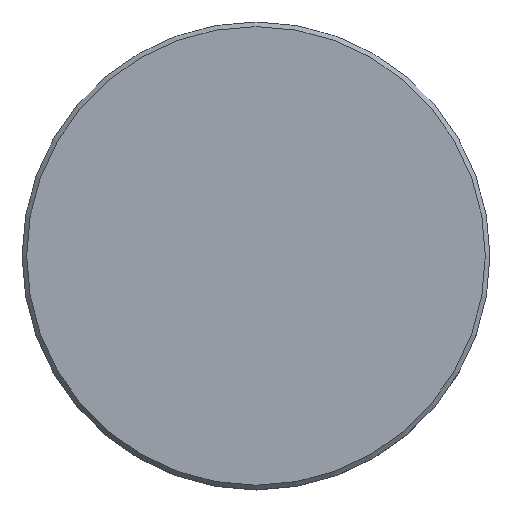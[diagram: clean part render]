
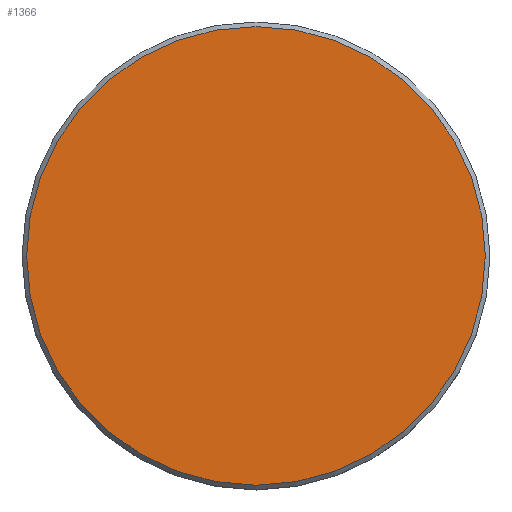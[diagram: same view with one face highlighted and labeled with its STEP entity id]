
A CAD part, top view. The second image highlights one B-rep face of the part: STEP entity #1366.
In plain terms, the highlighted planar face has unit normal (0, 0, 1).
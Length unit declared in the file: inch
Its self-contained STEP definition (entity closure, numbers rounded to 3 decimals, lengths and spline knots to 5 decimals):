
#148=PLANE('',#1425);
#183=FACE_OUTER_BOUND('',#236,.T.);
#236=EDGE_LOOP('',(#1098));
#498=CIRCLE('',#1422,0.49016);
#503=VERTEX_POINT('',#1656);
#718=EDGE_CURVE('',#503,#503,#498,.T.);
#1098=ORIENTED_EDGE('',*,*,#718,.T.);
#1366=ADVANCED_FACE('',(#183),#148,.T.);
#1422=AXIS2_PLACEMENT_3D('',#1658,#1471,#1472);
#1425=AXIS2_PLACEMENT_3D('',#3034,#1566,#1567);
#1471=DIRECTION('center_axis',(0.,0.,1.));
#1472=DIRECTION('ref_axis',(1.,0.,0.));
#1566=DIRECTION('center_axis',(0.,0.,1.));
#1567=DIRECTION('ref_axis',(1.,0.,0.));
#1656=CARTESIAN_POINT('',(-0.3924,0.21472,0.43795));
#1658=CARTESIAN_POINT('Origin',(-0.88256,0.21472,0.43795));
#3034=CARTESIAN_POINT('Origin',(-0.88256,0.21472,0.43795));
